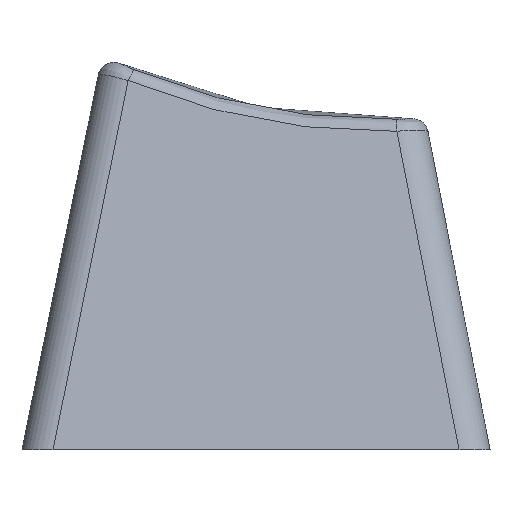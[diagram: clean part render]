
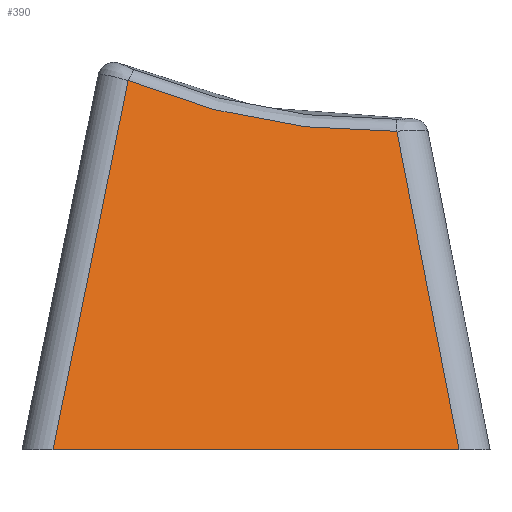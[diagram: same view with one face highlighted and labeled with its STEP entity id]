
A CAD part, left-side view. The second image highlights one B-rep face of the part: STEP entity #390.
In plain terms, the highlighted planar face has unit normal (-0.97, 0, 0.241).
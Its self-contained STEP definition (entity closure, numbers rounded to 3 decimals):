
#338=CARTESIAN_POINT('',(132.384,37.35,2.145));
#339=DIRECTION('',(-0.97,0.,0.242));
#340=DIRECTION('',(0.242,0.,0.97));
#341=AXIS2_PLACEMENT_3D('',#338,#339,#340);
#342=PLANE('',#341);
#343=CARTESIAN_POINT('',(131.85,29.413,0.));
#344=VERTEX_POINT('',#343);
#345=CARTESIAN_POINT('',(134.948,31.841,12.447));
#346=VERTEX_POINT('',#345);
#347=CARTESIAN_POINT('',(131.85,29.415,0.));
#348=DIRECTION('',(0.237,0.186,0.953));
#349=VECTOR('',#348,13.054);
#350=LINE('',#347,#349);
#351=EDGE_CURVE('',#344,#346,#350,.T.);
#352=ORIENTED_EDGE('',*,*,#351,.T.);
#353=CARTESIAN_POINT('',(135.442,42.349,14.43));
#354=VERTEX_POINT('',#353);
#355=CARTESIAN_POINT('',(134.948,31.841,12.447));
#356=CARTESIAN_POINT('',(134.944,32.741,12.43));
#357=CARTESIAN_POINT('',(134.951,33.639,12.459));
#358=CARTESIAN_POINT('',(134.97,34.534,12.534));
#359=CARTESIAN_POINT('',(134.988,35.429,12.609));
#360=CARTESIAN_POINT('',(135.019,36.322,12.73));
#361=CARTESIAN_POINT('',(135.06,37.203,12.896));
#362=CARTESIAN_POINT('',(135.081,37.644,12.98));
#363=CARTESIAN_POINT('',(135.104,38.083,13.074));
#364=CARTESIAN_POINT('',(135.13,38.519,13.18));
#365=CARTESIAN_POINT('',(135.157,38.955,13.286));
#366=CARTESIAN_POINT('',(135.186,39.389,13.403));
#367=CARTESIAN_POINT('',(135.218,39.818,13.531));
#368=CARTESIAN_POINT('',(135.282,40.678,13.787));
#369=CARTESIAN_POINT('',(135.356,41.522,14.086));
#370=CARTESIAN_POINT('',(135.442,42.349,14.43));
#371=B_SPLINE_CURVE_WITH_KNOTS('',3,(#355,#356,#357,#358,#359,#360,#361,#362,#363,#364,#365,#366,#367,#368,#369,#370),.UNSPECIFIED.,.F.,.F.,(4,3,3,3,3,4),(0.,0.003,0.005,0.007,0.008,0.011),.UNSPECIFIED.);
#372=EDGE_CURVE('',#346,#354,#371,.T.);
#373=ORIENTED_EDGE('',*,*,#372,.T.);
#374=CARTESIAN_POINT('',(131.85,45.287,0.));
#375=VERTEX_POINT('',#374);
#376=CARTESIAN_POINT('',(135.442,42.349,14.43));
#377=DIRECTION('',(-0.237,0.194,-0.952));
#378=VECTOR('',#377,15.158);
#379=LINE('',#376,#378);
#380=EDGE_CURVE('',#354,#375,#379,.T.);
#381=ORIENTED_EDGE('',*,*,#380,.T.);
#382=CARTESIAN_POINT('',(131.85,45.287,0.));
#383=DIRECTION('',(-0.,-1.,-0.));
#384=VECTOR('',#383,15.874);
#385=LINE('',#382,#384);
#386=EDGE_CURVE('',#375,#344,#385,.T.);
#387=ORIENTED_EDGE('',*,*,#386,.T.);
#388=EDGE_LOOP('',(#352,#373,#381,#387));
#389=FACE_BOUND('',#388,.T.);
#390=ADVANCED_FACE('',(#389),#342,.T.);
